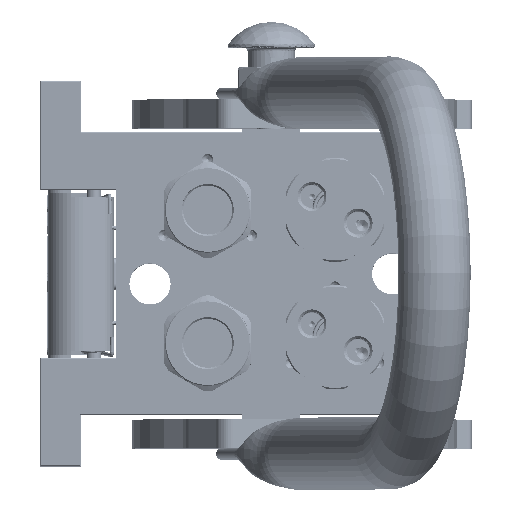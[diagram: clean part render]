
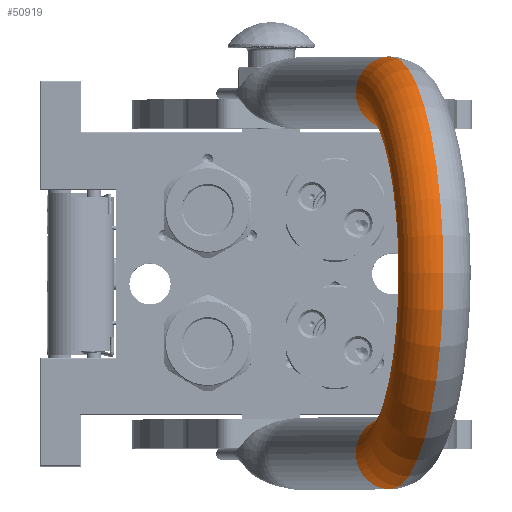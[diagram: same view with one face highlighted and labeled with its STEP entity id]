
A CAD part, top view. The second image highlights one B-rep face of the part: STEP entity #50919.
In plain terms, the highlighted toroidal (fillet/blend) face has major radius 62.25 mm and minor radius 12.5 mm.
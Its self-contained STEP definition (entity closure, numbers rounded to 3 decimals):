
#145 = AXIS2_PLACEMENT_3D ( 'NONE', #13498, #48324, #83666 ) ;
#3164 = DIRECTION ( 'NONE',  ( -1., 0., 0. ) ) ;
#10492 = ORIENTED_EDGE ( 'NONE', *, *, #146560, .F. ) ;
#12762 = DIRECTION ( 'NONE',  ( 1., 0., 0. ) ) ;
#13498 = CARTESIAN_POINT ( 'NONE',  ( 62.25, 0., 125.25 ) ) ;
#21133 = CIRCLE ( 'NONE', #130062, 74.75 ) ;
#26129 = ORIENTED_EDGE ( 'NONE', *, *, #69243, .T. ) ;
#26637 = EDGE_LOOP ( 'NONE', ( #26129, #10492, #40507, #87397 ) ) ;
#27878 = EDGE_CURVE ( 'NONE', #43468, #30480, #98033, .T. ) ;
#30480 = VERTEX_POINT ( 'NONE', #56736 ) ;
#30632 = CARTESIAN_POINT ( 'NONE',  ( -74.75, 0., 125.25 ) ) ;
#36610 = DIRECTION ( 'NONE',  ( 0., 1., 0. ) ) ;
#40507 = ORIENTED_EDGE ( 'NONE', *, *, #27878, .F. ) ;
#43468 = VERTEX_POINT ( 'NONE', #44743 ) ;
#43570 = TOROIDAL_SURFACE ( 'NONE', #126802, 62.25, 12.5 ) ;
#44743 = CARTESIAN_POINT ( 'NONE',  ( -49.75, 0., 125.25 ) ) ;
#47121 = CARTESIAN_POINT ( 'NONE',  ( -62.25, 0., 125.25 ) ) ;
#47539 = CARTESIAN_POINT ( 'NONE',  ( 0., 0., 125.25 ) ) ;
#48324 = DIRECTION ( 'NONE',  ( 0., 0., -1. ) ) ;
#50919 = ADVANCED_FACE ( 'NONE', ( #79096 ), #43570, .T. ) ;
#54522 = VERTEX_POINT ( 'NONE', #78930 ) ;
#56736 = CARTESIAN_POINT ( 'NONE',  ( 49.75, 0., 125.25 ) ) ;
#59001 = DIRECTION ( 'NONE',  ( 0., 0., 1. ) ) ;
#62264 = AXIS2_PLACEMENT_3D ( 'NONE', #106709, #118222, #71705 ) ;
#69243 = EDGE_CURVE ( 'NONE', #98895, #54522, #21133, .T. ) ;
#70809 = CARTESIAN_POINT ( 'NONE',  ( 0., 0., 125.25 ) ) ;
#71705 = DIRECTION ( 'NONE',  ( -1., 0., 0. ) ) ;
#73164 = CIRCLE ( 'NONE', #147307, 12.5 ) ;
#78930 = CARTESIAN_POINT ( 'NONE',  ( 74.75, 0., 125.25 ) ) ;
#79096 = FACE_OUTER_BOUND ( 'NONE', #26637, .T. ) ;
#80925 = DIRECTION ( 'NONE',  ( 1., 0., 0. ) ) ;
#83666 = DIRECTION ( 'NONE',  ( -1., 0., 0. ) ) ;
#87397 = ORIENTED_EDGE ( 'NONE', *, *, #98509, .T. ) ;
#91808 = CIRCLE ( 'NONE', #145, 12.5 ) ;
#98033 = CIRCLE ( 'NONE', #62264, 49.75 ) ;
#98509 = EDGE_CURVE ( 'NONE', #43468, #98895, #73164, .T. ) ;
#98895 = VERTEX_POINT ( 'NONE', #30632 ) ;
#104820 = DIRECTION ( 'NONE',  ( 0., 1., 0. ) ) ;
#106709 = CARTESIAN_POINT ( 'NONE',  ( 0., 0., 125.25 ) ) ;
#118222 = DIRECTION ( 'NONE',  ( 0., 1., 0. ) ) ;
#126802 = AXIS2_PLACEMENT_3D ( 'NONE', #47539, #36610, #80925 ) ;
#130062 = AXIS2_PLACEMENT_3D ( 'NONE', #70809, #104820, #3164 ) ;
#146560 = EDGE_CURVE ( 'NONE', #30480, #54522, #91808, .T. ) ;
#147307 = AXIS2_PLACEMENT_3D ( 'NONE', #47121, #59001, #12762 ) ;
